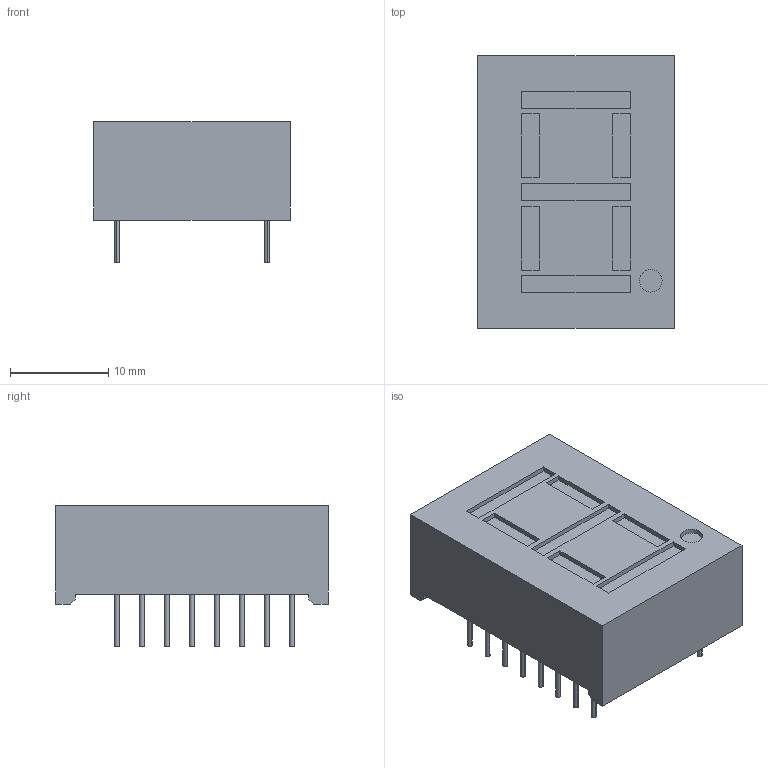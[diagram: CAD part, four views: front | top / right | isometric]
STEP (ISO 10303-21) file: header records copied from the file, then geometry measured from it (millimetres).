
FILE_DESCRIPTION (( 'STEP AP214' ), '1' );
FILE_NAME ('RS 791-7312.STEP', '2017-12-11T16:08:43', ( 'MonRSI' ), ( 'Microsoft' ), 'SwSTEP 2.0', 'SolidWorks 2017', '' );
FILE_SCHEMA (( 'AUTOMOTIVE_DESIGN' ));
Length unit declared in the file: millimetre
Products named in the file (1): RS 791-7312
Bounding box: 20 x 27.7 x 14.3 mm (x, y, z)
Volume: 5024.6 mm3; surface area: 2253.1 mm2
Topology: 1 solids, 1 shells, 98 faces, 216 edges, 144 vertices
Faces by surface type: plane 64, cylinder 34
Entity records: 2742 total; most frequent: DIRECTION 482, CARTESIAN_POINT 459, ORIENTED_EDGE 432, EDGE_CURVE 216, AXIS2_PLACEMENT_3D 167, VECTOR 148, LINE 148, VERTEX_POINT 144
